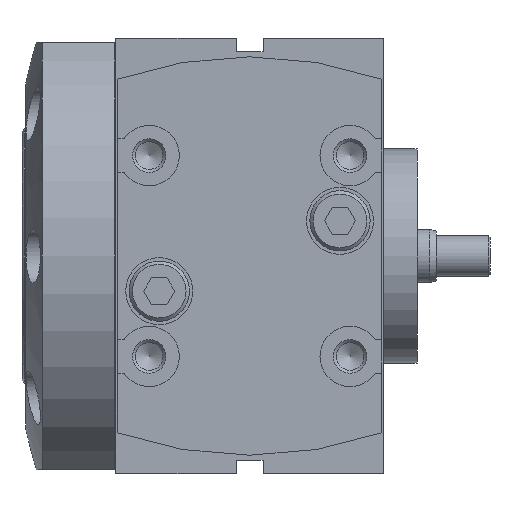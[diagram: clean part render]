
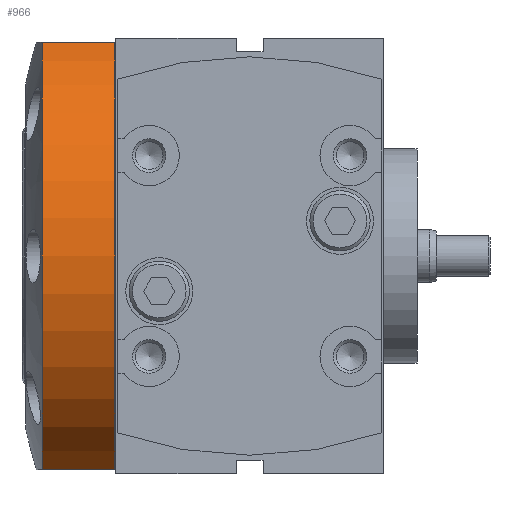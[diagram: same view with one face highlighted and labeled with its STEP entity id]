
A CAD part, left-side view. The second image highlights one B-rep face of the part: STEP entity #966.
In plain terms, the highlighted cylindrical face has radius 35 mm (diameter 70 mm), a partial arc.
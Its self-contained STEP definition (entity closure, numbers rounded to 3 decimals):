
#966 = ADVANCED_FACE( '', ( #2290 ), #2291, .T. );
#2290 = FACE_OUTER_BOUND( '', #4001, .T. );
#2291 = CYLINDRICAL_SURFACE( '', #4002, 35. );
#4001 = EDGE_LOOP( '', ( #6425, #6426, #6427, #6428 ) );
#4002 = AXIS2_PLACEMENT_3D( '', #6429, #6430, #6431 );
#6425 = ORIENTED_EDGE( '', *, *, #8807, .F. );
#6426 = ORIENTED_EDGE( '', *, *, #8808, .F. );
#6427 = ORIENTED_EDGE( '', *, *, #8809, .F. );
#6428 = ORIENTED_EDGE( '', *, *, #8810, .T. );
#6429 = CARTESIAN_POINT( '', ( 0., -2.15, 0. ) );
#6430 = DIRECTION( '', ( 0., 1., 0. ) );
#6431 = DIRECTION( '', ( 0., 0., -1. ) );
#8807 = EDGE_CURVE( '', #10409, #10410, #10411, .F. );
#8808 = EDGE_CURVE( '', #10412, #10409, #10413, .T. );
#8809 = EDGE_CURVE( '', #10414, #10412, #10415, .T. );
#8810 = EDGE_CURVE( '', #10414, #10410, #10416, .T. );
#10409 = VERTEX_POINT( '', #12670 );
#10410 = VERTEX_POINT( '', #12671 );
#10411 = LINE( '', #12672, #12673 );
#10412 = VERTEX_POINT( '', #12674 );
#10413 = CIRCLE( '', #12675, 35. );
#10414 = VERTEX_POINT( '', #12676 );
#10415 = LINE( '', #12677, #12678 );
#10416 = CIRCLE( '', #12679, 35. );
#12670 = CARTESIAN_POINT( '', ( -14.401, 0., -31.9 ) );
#12671 = CARTESIAN_POINT( '', ( -14.401, 10.8, -31.9 ) );
#12672 = CARTESIAN_POINT( '', ( -14.401, -2.15, -31.9 ) );
#12673 = VECTOR( '', #14763, 1000. );
#12674 = CARTESIAN_POINT( '', ( -14.401, 0., 31.9 ) );
#12675 = AXIS2_PLACEMENT_3D( '', #14764, #14765, #14766 );
#12676 = CARTESIAN_POINT( '', ( -14.401, 10.8, 31.9 ) );
#12677 = CARTESIAN_POINT( '', ( -14.401, -2.15, 31.9 ) );
#12678 = VECTOR( '', #14767, 1000. );
#12679 = AXIS2_PLACEMENT_3D( '', #14768, #14769, #14770 );
#14763 = DIRECTION( '', ( 0., -1., 0. ) );
#14764 = CARTESIAN_POINT( '', ( 0., 0., 0. ) );
#14765 = DIRECTION( '', ( 0., -1., 0. ) );
#14766 = DIRECTION( '', ( 0., 0., -1. ) );
#14767 = DIRECTION( '', ( 0., -1., 0. ) );
#14768 = CARTESIAN_POINT( '', ( 0., 10.8, 0. ) );
#14769 = DIRECTION( '', ( 0., -1., 0. ) );
#14770 = DIRECTION( '', ( 0., 0., -1. ) );
